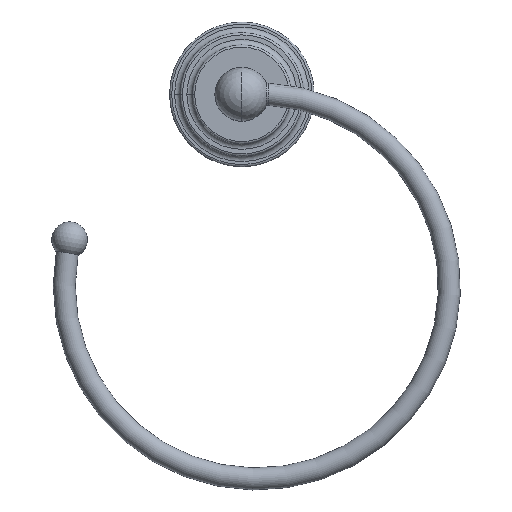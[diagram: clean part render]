
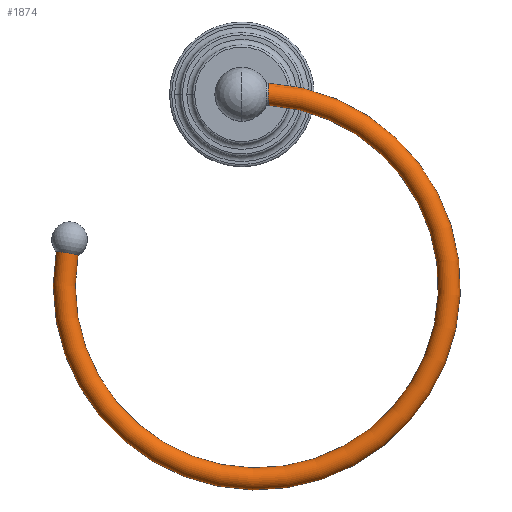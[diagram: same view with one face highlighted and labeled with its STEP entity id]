
A CAD part, top view. The second image highlights one B-rep face of the part: STEP entity #1874.
In plain terms, the highlighted toroidal (fillet/blend) face has major radius 86.487 mm and minor radius 4.953 mm.
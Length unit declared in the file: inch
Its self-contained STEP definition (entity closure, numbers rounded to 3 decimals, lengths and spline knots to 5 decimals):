
#714=CARTESIAN_POINT('',(0.2645,-3.3991,1.947));
#715=DIRECTION('',(0.,0.,1.));
#716=DIRECTION('',(-0.985,0.174,0.));
#717=AXIS2_PLACEMENT_3D('',#714,#715,#716);
#807=CARTESIAN_POINT('',(-3.08877,-2.80783,1.947));
#808=DIRECTION('',(0.174,0.985,0.));
#809=DIRECTION('',(-0.985,0.174,0.));
#810=AXIS2_PLACEMENT_3D('',#807,#808,#809);
#815=CARTESIAN_POINT('',(0.2645,-3.3991,1.947));
#816=DIRECTION('',(0.,0.,1.));
#817=DIRECTION('',(-0.985,0.174,0.));
#818=AXIS2_PLACEMENT_3D('',#815,#816,#817);
#823=CARTESIAN_POINT('',(0.4645,-0.0112,2.14168));
#824=CARTESIAN_POINT('',(0.4645,-0.0164,2.14138));
#825=CARTESIAN_POINT('',(0.4645,-0.02673,2.14037));
#826=CARTESIAN_POINT('',(0.4645,-0.04209,2.13763));
#827=CARTESIAN_POINT('',(0.4645,-0.05714,2.13368));
#828=CARTESIAN_POINT('',(0.4645,-0.07186,2.12854));
#829=CARTESIAN_POINT('',(0.4645,-0.08613,2.12224));
#830=CARTESIAN_POINT('',(0.4645,-0.09982,2.11485));
#831=CARTESIAN_POINT('',(0.4645,-0.11288,2.10639));
#832=CARTESIAN_POINT('',(0.4645,-0.12525,2.0969));
#833=CARTESIAN_POINT('',(0.4645,-0.1368,2.08647));
#834=CARTESIAN_POINT('',(0.4645,-0.14747,2.07519));
#835=CARTESIAN_POINT('',(0.4645,-0.15723,2.06305));
#836=CARTESIAN_POINT('',(0.4645,-0.16599,2.05018));
#837=CARTESIAN_POINT('',(0.4645,-0.17366,2.03672));
#838=CARTESIAN_POINT('',(0.4645,-0.18027,2.02263));
#839=CARTESIAN_POINT('',(0.4645,-0.18573,2.00806));
#840=CARTESIAN_POINT('',(0.4645,-0.19,1.99316));
#841=CARTESIAN_POINT('',(0.4645,-0.19307,1.97795));
#842=CARTESIAN_POINT('',(0.4645,-0.19493,1.96249));
#843=CARTESIAN_POINT('',(0.4645,-0.19534,1.95217));
#844=CARTESIAN_POINT('',(0.4645,-0.19534,1.947));
#849=CARTESIAN_POINT('',(0.4645,0.19534,1.947));
#850=CARTESIAN_POINT('',(0.4645,0.19534,1.9521));
#851=CARTESIAN_POINT('',(0.4645,0.19494,1.96228));
#852=CARTESIAN_POINT('',(0.4645,0.19313,1.97752));
#853=CARTESIAN_POINT('',(0.4645,0.19014,1.99254));
#854=CARTESIAN_POINT('',(0.4645,0.18599,2.00725));
#855=CARTESIAN_POINT('',(0.4645,0.18068,2.02165));
#856=CARTESIAN_POINT('',(0.4645,0.17425,2.03557));
#857=CARTESIAN_POINT('',(0.4645,0.16678,2.04891));
#858=CARTESIAN_POINT('',(0.4645,0.15826,2.06166));
#859=CARTESIAN_POINT('',(0.4645,0.14874,2.07372));
#860=CARTESIAN_POINT('',(0.4645,0.13834,2.08496));
#861=CARTESIAN_POINT('',(0.4645,0.12709,2.09536));
#862=CARTESIAN_POINT('',(0.4645,0.11501,2.10488));
#863=CARTESIAN_POINT('',(0.4645,0.10224,2.1134));
#864=CARTESIAN_POINT('',(0.4645,0.08887,2.12088));
#865=CARTESIAN_POINT('',(0.4645,0.07491,2.12732));
#866=CARTESIAN_POINT('',(0.4645,0.06047,2.13264));
#867=CARTESIAN_POINT('',(0.4645,0.04572,2.13679));
#868=CARTESIAN_POINT('',(0.4645,0.03065,2.13979));
#869=CARTESIAN_POINT('',(0.4645,0.01534,2.1416));
#870=CARTESIAN_POINT('',(0.4645,0.00513,2.142));
#871=CARTESIAN_POINT('',(0.4645,0.00001,2.142));
#876=CARTESIAN_POINT('',(0.4645,0.,1.947));
#877=DIRECTION('',(1.,0.,0.));
#878=DIRECTION('',(0.,0.,1.));
#879=AXIS2_PLACEMENT_3D('',#876,#877,#878);
#985=CARTESIAN_POINT('',(0.4645,0.00001,2.142));
#986=CARTESIAN_POINT('',(0.4645,-0.0112,2.14168));
#987=VERTEX_POINT('',#985);
#988=VERTEX_POINT('',#986);
#997=VERTEX_POINT('',#849);
#998=VERTEX_POINT('',#844);
#1005=CARTESIAN_POINT('',(-3.28081,-2.77397,1.947));
#1006=CARTESIAN_POINT('',(-2.89673,-2.84169,1.947));
#1007=VERTEX_POINT('',#1005);
#1008=VERTEX_POINT('',#1006);
#1858=CARTESIAN_POINT('',(0.2645,-3.3991,1.947));
#1859=DIRECTION('',(0.,0.,1.));
#1860=DIRECTION('',(0.985,-0.174,0.));
#1861=AXIS2_PLACEMENT_3D('',#1858,#1859,#1860);
#1862=TOROIDAL_SURFACE('',#1861,3.405,0.195);
#1863=ORIENTED_EDGE('',*,*,#1807,.T.);
#1864=ORIENTED_EDGE('',*,*,#1791,.T.);
#1866=ORIENTED_EDGE('',*,*,#1865,.F.);
#1868=ORIENTED_EDGE('',*,*,#1867,.F.);
#1870=ORIENTED_EDGE('',*,*,#1869,.F.);
#1871=ORIENTED_EDGE('',*,*,#1784,.F.);
#1872=EDGE_LOOP('',(#1863,#1864,#1866,#1868,#1870,#1871));
#1873=FACE_OUTER_BOUND('',#1872,.F.);
#718=CIRCLE('',#717,3.6);
#811=CIRCLE('',#810,0.195);
#819=CIRCLE('',#818,3.21);
#845=B_SPLINE_CURVE_WITH_KNOTS('',3,(#823,#824,#825,#826,#827,#828,#829,#830,
#831,#832,#833,#834,#835,#836,#837,#838,#839,#840,#841,#842,#843,#844),
.UNSPECIFIED.,.F.,.F.,(4,1,1,1,1,1,1,1,1,1,1,1,1,1,1,1,1,1,1,4),(0.,
0.05263,0.10526,0.15789,0.21053,
0.26316,0.31579,0.36842,0.42105,
0.47368,0.52632,0.57895,0.63158,
0.68421,0.73684,0.78947,0.84211,
0.89474,0.94737,1.),.UNSPECIFIED.);
#872=B_SPLINE_CURVE_WITH_KNOTS('',3,(#849,#850,#851,#852,#853,#854,#855,#856,
#857,#858,#859,#860,#861,#862,#863,#864,#865,#866,#867,#868,#869,#870,#871),
.UNSPECIFIED.,.F.,.F.,(4,1,1,1,1,1,1,1,1,1,1,1,1,1,1,1,1,1,1,1,4),(0.,0.05,
0.1,0.15,0.2,0.25,0.3,0.35,0.4,0.45,0.5,0.55,0.6,0.65,
0.7,0.75,0.8,0.85,0.9,0.95,1.),.UNSPECIFIED.);
#880=CIRCLE('',#879,0.195);
#1784=EDGE_CURVE('',#1007,#997,#718,.T.);
#1791=EDGE_CURVE('',#1008,#998,#819,.T.);
#1807=EDGE_CURVE('',#1007,#1008,#811,.T.);
#1865=EDGE_CURVE('',#988,#998,#845,.T.);
#1867=EDGE_CURVE('',#987,#988,#880,.T.);
#1869=EDGE_CURVE('',#997,#987,#872,.T.);
#1874=ADVANCED_FACE('',(#1873),#1862,.T.);
